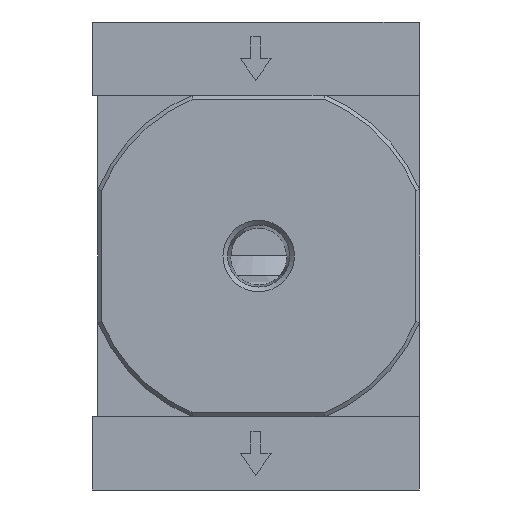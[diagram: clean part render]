
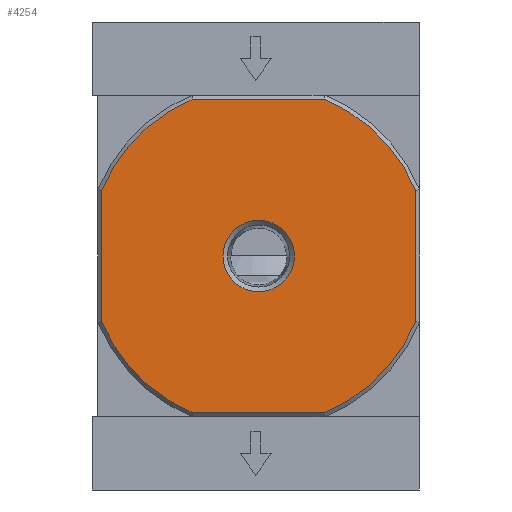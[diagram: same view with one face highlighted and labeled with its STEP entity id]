
A CAD part, front view. The second image highlights one B-rep face of the part: STEP entity #4254.
In plain terms, the highlighted planar face has unit normal (0, -1, 0).
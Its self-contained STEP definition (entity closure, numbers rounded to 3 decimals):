
#282=LINE('',#6305,#498);
#284=LINE('',#6322,#500);
#285=LINE('',#6328,#501);
#286=LINE('',#6332,#502);
#498=VECTOR('',#5089,1000.);
#500=VECTOR('',#5095,1000.);
#501=VECTOR('',#5100,1000.);
#502=VECTOR('',#5103,1000.);
#782=ORIENTED_EDGE('',*,*,#1687,.T.);
#783=ORIENTED_EDGE('',*,*,#1688,.T.);
#784=ORIENTED_EDGE('',*,*,#1689,.F.);
#785=ORIENTED_EDGE('',*,*,#1683,.T.);
#786=ORIENTED_EDGE('',*,*,#1690,.F.);
#787=ORIENTED_EDGE('',*,*,#1691,.F.);
#788=ORIENTED_EDGE('',*,*,#1692,.F.);
#789=ORIENTED_EDGE('',*,*,#1693,.F.);
#790=ORIENTED_EDGE('',*,*,#1694,.F.);
#1683=EDGE_CURVE('',#2130,#2131,#282,.T.);
#1687=EDGE_CURVE('',#2134,#2134,#2432,.T.);
#1688=EDGE_CURVE('',#2135,#2136,#284,.T.);
#1689=EDGE_CURVE('',#2130,#2136,#2433,.T.);
#1690=EDGE_CURVE('',#2137,#2131,#2434,.T.);
#1691=EDGE_CURVE('',#2138,#2137,#285,.T.);
#1692=EDGE_CURVE('',#2139,#2138,#2435,.T.);
#1693=EDGE_CURVE('',#2140,#2139,#286,.T.);
#1694=EDGE_CURVE('',#2135,#2140,#2436,.T.);
#2130=VERTEX_POINT('',#6306);
#2131=VERTEX_POINT('',#6307);
#2134=VERTEX_POINT('',#6321);
#2135=VERTEX_POINT('',#6323);
#2136=VERTEX_POINT('',#6324);
#2137=VERTEX_POINT('',#6327);
#2138=VERTEX_POINT('',#6329);
#2139=VERTEX_POINT('',#6331);
#2140=VERTEX_POINT('',#6333);
#2432=CIRCLE('',#4559,7.33);
#2433=CIRCLE('',#4560,34.9);
#2434=CIRCLE('',#4561,34.9);
#2435=CIRCLE('',#4562,34.9);
#2436=CIRCLE('',#4563,34.9);
#2607=EDGE_LOOP('',(#782));
#2608=EDGE_LOOP('',(#783,#784,#785,#786,#787,#788,#789,#790));
#2964=FACE_BOUND('',#2607,.T.);
#2965=FACE_BOUND('',#2608,.T.);
#3317=PLANE('',#4558);
#4254=ADVANCED_FACE('',(#2964,#2965),#3317,.F.);
#4558=AXIS2_PLACEMENT_3D('',#6319,#5091,#5092);
#4559=AXIS2_PLACEMENT_3D('',#6320,#5093,#5094);
#4560=AXIS2_PLACEMENT_3D('',#6325,#5096,#5097);
#4561=AXIS2_PLACEMENT_3D('',#6326,#5098,#5099);
#4562=AXIS2_PLACEMENT_3D('',#6330,#5101,#5102);
#4563=AXIS2_PLACEMENT_3D('',#6334,#5104,#5105);
#5089=DIRECTION('',(0.,0.,-1.));
#5091=DIRECTION('',(0.,1.,0.));
#5092=DIRECTION('',(0.,0.,1.));
#5093=DIRECTION('',(0.,1.,0.));
#5094=DIRECTION('',(-1.,0.,0.));
#5095=DIRECTION('',(-1.,0.,0.));
#5096=DIRECTION('',(0.,1.,0.));
#5097=DIRECTION('',(-1.,0.,0.));
#5098=DIRECTION('',(0.,1.,0.));
#5099=DIRECTION('',(-1.,0.,0.));
#5100=DIRECTION('',(-1.,0.,0.));
#5101=DIRECTION('',(0.,1.,0.));
#5102=DIRECTION('',(-1.,0.,0.));
#5103=DIRECTION('',(0.,0.,-1.));
#5104=DIRECTION('',(0.,1.,0.));
#5105=DIRECTION('',(-1.,0.,0.));
#6305=CARTESIAN_POINT('',(-32.2,-33.,33.));
#6306=CARTESIAN_POINT('',(-32.2,-33.,13.46));
#6307=CARTESIAN_POINT('',(-32.2,-33.,-13.46));
#6319=CARTESIAN_POINT('',(-32.2,-33.,33.));
#6320=CARTESIAN_POINT('',(0.,-33.,0.));
#6321=CARTESIAN_POINT('',(-7.33,-33.,0.));
#6322=CARTESIAN_POINT('',(33.,-33.,32.2));
#6323=CARTESIAN_POINT('',(13.46,-33.,32.2));
#6324=CARTESIAN_POINT('',(-13.46,-33.,32.2));
#6325=CARTESIAN_POINT('',(0.,-33.,0.));
#6326=CARTESIAN_POINT('',(0.,-33.,0.));
#6327=CARTESIAN_POINT('',(-13.46,-33.,-32.2));
#6328=CARTESIAN_POINT('',(33.,-33.,-32.2));
#6329=CARTESIAN_POINT('',(13.46,-33.,-32.2));
#6330=CARTESIAN_POINT('',(0.,-33.,0.));
#6331=CARTESIAN_POINT('',(32.2,-33.,-13.46));
#6332=CARTESIAN_POINT('',(32.2,-33.,33.));
#6333=CARTESIAN_POINT('',(32.2,-33.,13.46));
#6334=CARTESIAN_POINT('',(0.,-33.,0.));
